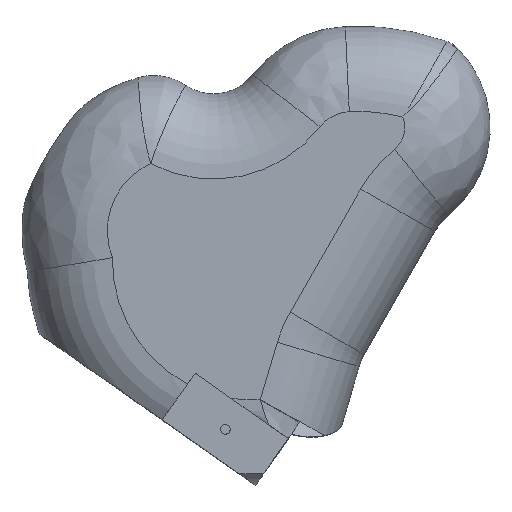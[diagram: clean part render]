
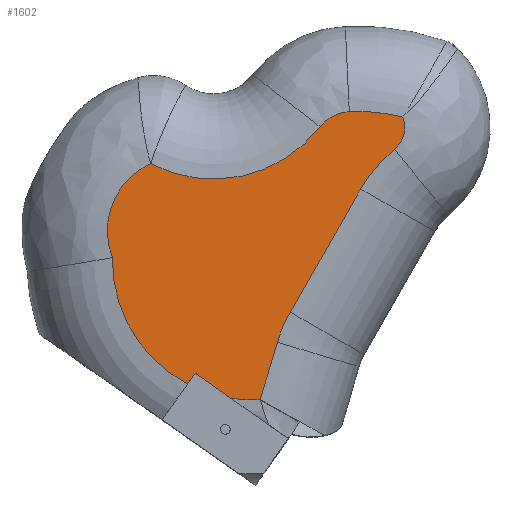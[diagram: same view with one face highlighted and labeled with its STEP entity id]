
A CAD part, top view. The second image highlights one B-rep face of the part: STEP entity #1602.
In plain terms, the highlighted planar face has unit normal (0, 0, 1).
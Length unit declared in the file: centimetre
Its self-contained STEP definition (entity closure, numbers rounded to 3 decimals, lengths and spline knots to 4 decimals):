
#180=FACE_OUTER_BOUND('',#275,.T.);
#275=EDGE_LOOP('',(#1476,#1477,#1478,#1479,#1480,#1481,#1482,#1483,#1484,
#1485,#1486,#1487,#1488));
#364=LINE('',#2378,#427);
#365=LINE('',#2394,#428);
#406=LINE('',#5979,#469);
#407=LINE('',#5990,#470);
#427=VECTOR('',#1874,1.);
#428=VECTOR('',#1877,1.);
#469=VECTOR('',#2168,1.);
#470=VECTOR('',#2181,1.);
#500=CIRCLE('',#1655,4.9178);
#511=CIRCLE('',#1679,4.9178);
#542=CIRCLE('',#1730,2.6021);
#573=CIRCLE('',#1775,5.);
#577=CIRCLE('',#1781,5.);
#579=CIRCLE('',#1783,0.9823);
#582=CIRCLE('',#1787,6.4451);
#584=CIRCLE('',#1789,1.3763);
#585=CIRCLE('',#1791,4.7337);
#628=VERTEX_POINT('',#2366);
#629=VERTEX_POINT('',#2376);
#631=VERTEX_POINT('',#2387);
#647=VERTEX_POINT('',#2530);
#649=VERTEX_POINT('',#2579);
#711=VERTEX_POINT('',#5489);
#733=VERTEX_POINT('',#5937);
#736=VERTEX_POINT('',#5977);
#738=VERTEX_POINT('',#5982);
#740=VERTEX_POINT('',#5988);
#742=VERTEX_POINT('',#5994);
#743=VERTEX_POINT('',#6016);
#744=VERTEX_POINT('',#6028);
#792=EDGE_CURVE('',#628,#629,#364,.T.);
#795=EDGE_CURVE('',#629,#631,#365,.T.);
#818=EDGE_CURVE('',#628,#649,#500,.T.);
#855=EDGE_CURVE('',#647,#631,#511,.T.);
#925=EDGE_CURVE('',#649,#711,#542,.T.);
#971=EDGE_CURVE('',#736,#647,#406,.T.);
#973=EDGE_CURVE('',#738,#736,#573,.T.);
#976=EDGE_CURVE('',#740,#738,#407,.T.);
#979=EDGE_CURVE('',#742,#740,#577,.T.);
#981=EDGE_CURVE('',#733,#742,#579,.T.);
#984=EDGE_CURVE('',#743,#733,#582,.T.);
#986=EDGE_CURVE('',#744,#743,#584,.T.);
#987=EDGE_CURVE('',#711,#744,#585,.T.);
#1476=ORIENTED_EDGE('',*,*,#795,.T.);
#1477=ORIENTED_EDGE('',*,*,#855,.F.);
#1478=ORIENTED_EDGE('',*,*,#971,.F.);
#1479=ORIENTED_EDGE('',*,*,#973,.F.);
#1480=ORIENTED_EDGE('',*,*,#976,.F.);
#1481=ORIENTED_EDGE('',*,*,#979,.F.);
#1482=ORIENTED_EDGE('',*,*,#981,.F.);
#1483=ORIENTED_EDGE('',*,*,#984,.F.);
#1484=ORIENTED_EDGE('',*,*,#986,.F.);
#1485=ORIENTED_EDGE('',*,*,#987,.F.);
#1486=ORIENTED_EDGE('',*,*,#925,.F.);
#1487=ORIENTED_EDGE('',*,*,#818,.F.);
#1488=ORIENTED_EDGE('',*,*,#792,.T.);
#1510=PLANE('',#1798);
#1602=ADVANCED_FACE('',(#180),#1510,.T.);
#1655=AXIS2_PLACEMENT_3D('',#2580,#1901,#1902);
#1679=AXIS2_PLACEMENT_3D('',#2877,#1957,#1958);
#1730=AXIS2_PLACEMENT_3D('',#5490,#2074,#2075);
#1775=AXIS2_PLACEMENT_3D('',#5984,#2173,#2174);
#1781=AXIS2_PLACEMENT_3D('',#5996,#2187,#2188);
#1783=AXIS2_PLACEMENT_3D('',#6013,#2191,#2192);
#1787=AXIS2_PLACEMENT_3D('',#6018,#2199,#2200);
#1789=AXIS2_PLACEMENT_3D('',#6030,#2203,#2204);
#1791=AXIS2_PLACEMENT_3D('',#6032,#2207,#2208);
#1798=AXIS2_PLACEMENT_3D('',#6044,#2226,#2227);
#1874=DIRECTION('',(0.574,0.819,0.));
#1877=DIRECTION('',(0.819,-0.574,0.));
#1901=DIRECTION('center_axis',(0.,0.,-1.));
#1902=DIRECTION('ref_axis',(-0.621,-0.784,0.));
#1957=DIRECTION('center_axis',(0.,0.,-1.));
#1958=DIRECTION('ref_axis',(-0.621,-0.784,0.));
#2074=DIRECTION('center_axis',(0.,0.,-1.));
#2075=DIRECTION('ref_axis',(-0.868,0.496,0.));
#2168=DIRECTION('',(-0.285,-0.959,0.));
#2173=DIRECTION('center_axis',(0.,0.,1.));
#2174=DIRECTION('ref_axis',(-0.919,0.393,0.));
#2181=DIRECTION('',(-0.497,-0.868,0.));
#2187=DIRECTION('center_axis',(0.,0.,1.));
#2188=DIRECTION('ref_axis',(-0.762,0.647,0.));
#2191=DIRECTION('center_axis',(0.,0.,-1.));
#2192=DIRECTION('ref_axis',(0.998,-0.057,0.));
#2199=DIRECTION('center_axis',(0.,0.,-1.));
#2200=DIRECTION('ref_axis',(0.145,0.989,0.));
#2203=DIRECTION('center_axis',(0.,0.,-1.));
#2204=DIRECTION('ref_axis',(-0.462,0.887,0.));
#2207=DIRECTION('center_axis',(0.,0.,1.));
#2208=DIRECTION('ref_axis',(0.157,-0.988,0.));
#2226=DIRECTION('center_axis',(0.,0.,1.));
#2227=DIRECTION('ref_axis',(1.,0.,0.));
#2366=CARTESIAN_POINT('',(4.6317,-28.9516,10.));
#2376=CARTESIAN_POINT('',(4.8947,-28.5759,10.));
#2378=CARTESIAN_POINT('',(5.6456,-27.5035,10.));
#2387=CARTESIAN_POINT('',(6.1431,-29.4501,10.));
#2394=CARTESIAN_POINT('',(5.4629,-28.9737,10.));
#2530=CARTESIAN_POINT('',(7.1893,-29.5017,10.));
#2579=CARTESIAN_POINT('',(1.9902,-24.5106,10.));
#2580=CARTESIAN_POINT('Origin',(6.9073,-24.592,10.));
#2877=CARTESIAN_POINT('Origin',(6.9073,-24.592,10.));
#5489=CARTESIAN_POINT('',(3.3357,-21.2049,10.));
#5490=CARTESIAN_POINT('Origin',(4.417,-23.5717,10.));
#5937=CARTESIAN_POINT('',(12.1967,-19.5697,10.));
#5977=CARTESIAN_POINT('',(7.7872,-27.4878,10.));
#5979=CARTESIAN_POINT('',(7.7803,-27.511,10.));
#5982=CARTESIAN_POINT('',(8.2406,-26.4278,10.));
#5984=CARTESIAN_POINT('Origin',(12.5805,-28.9108,10.));
#5988=CARTESIAN_POINT('',(10.7167,-22.0998,10.));
#5990=CARTESIAN_POINT('',(8.5209,-25.9378,10.));
#5994=CARTESIAN_POINT('',(11.9052,-20.7009,10.));
#5996=CARTESIAN_POINT('Origin',(15.0566,-24.5828,10.));
#6013=CARTESIAN_POINT('Origin',(11.2861,-19.9383,10.));
#6016=CARTESIAN_POINT('',(10.3156,-19.3796,10.));
#6018=CARTESIAN_POINT('Origin',(10.6152,-25.8178,10.));
#6028=CARTESIAN_POINT('',(9.2906,-19.9129,10.));
#6030=CARTESIAN_POINT('Origin',(10.3796,-20.7544,10.));
#6032=CARTESIAN_POINT('Origin',(5.5449,-17.0183,10.));
#6044=CARTESIAN_POINT('Origin',(7.0417,-24.4412,10.));
